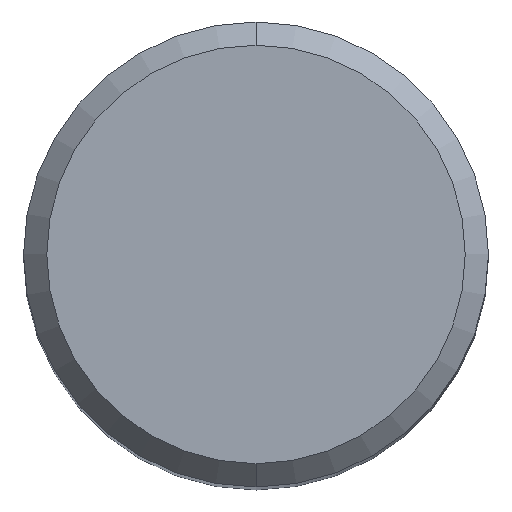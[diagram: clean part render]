
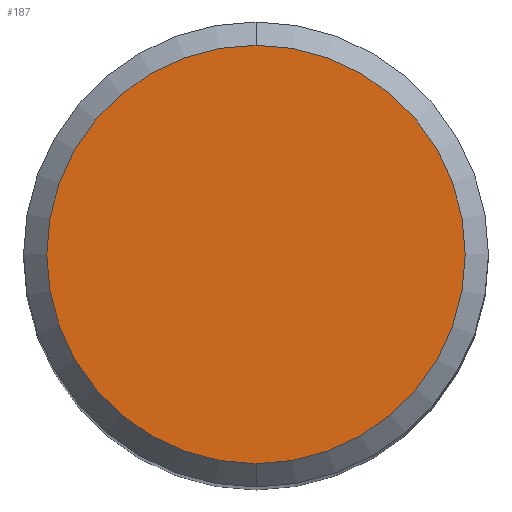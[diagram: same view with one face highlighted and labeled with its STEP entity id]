
A CAD part, top view. The second image highlights one B-rep face of the part: STEP entity #187.
In plain terms, the highlighted planar face has unit normal (0, 0, 1).
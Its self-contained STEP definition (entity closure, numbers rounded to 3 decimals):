
#141=VERTEX_POINT('',#298);
#187=ADVANCED_FACE('',(#350),#351,.T.);
#195=VERTEX_POINT('',#360);
#207=EDGE_CURVE('',#141,#195,#373,.T.);
#223=EDGE_CURVE('',#195,#141,#391,.T.);
#298=CARTESIAN_POINT('',(0.,-5.4,0.0));
#350=FACE_OUTER_BOUND('',#543,.T.);
#351=PLANE('',#544);
#360=CARTESIAN_POINT('',(0.0,5.4,0.0));
#373=CIRCLE('',#569,5.4);
#391=CIRCLE('',#591,5.4);
#543=EDGE_LOOP('',(#732,#733));
#544=AXIS2_PLACEMENT_3D('',#734,#735,#736);
#569=AXIS2_PLACEMENT_3D('',#757,#758,#759);
#591=AXIS2_PLACEMENT_3D('',#785,#786,#787);
#732=ORIENTED_EDGE('',*,*,#223,.F.);
#733=ORIENTED_EDGE('',*,*,#207,.F.);
#734=CARTESIAN_POINT('',(0.0,2.7,0.0));
#735=DIRECTION('',(-0.0,0.0,1.0));
#736=DIRECTION('',(0.0,-1.0,0.0));
#757=CARTESIAN_POINT('',(0.0,0.0,0.0));
#758=DIRECTION('',(0.0,0.0,-1.0));
#759=DIRECTION('',(0.0,1.0,0.0));
#785=CARTESIAN_POINT('',(0.0,0.0,0.0));
#786=DIRECTION('',(0.0,0.0,-1.0));
#787=DIRECTION('',(0.0,1.0,0.0));
